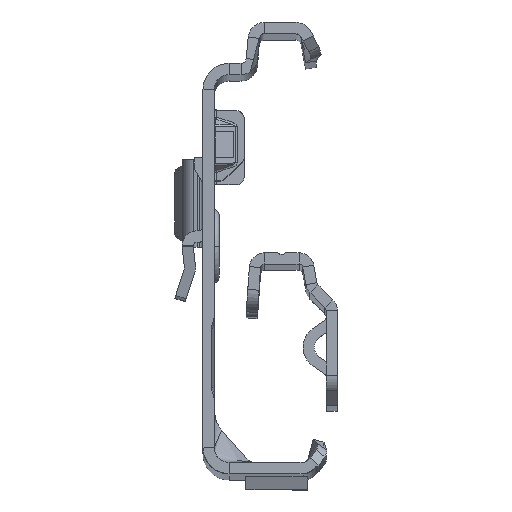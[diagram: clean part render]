
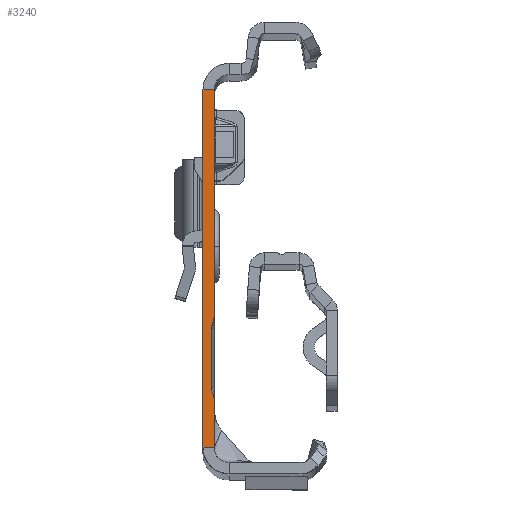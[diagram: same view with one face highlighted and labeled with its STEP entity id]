
A CAD part, top view. The second image highlights one B-rep face of the part: STEP entity #3240.
In plain terms, the highlighted planar face has unit normal (0, 0, 1).
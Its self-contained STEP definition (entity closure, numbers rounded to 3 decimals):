
#39 = LINE ( 'NONE', #8329, #22119 ) ;
#237 = CIRCLE ( 'NONE', #13267, 1. ) ;
#354 = EDGE_CURVE ( 'NONE', #24500, #5273, #2651, .T. ) ;
#421 = CARTESIAN_POINT ( 'NONE',  ( 0., -8.231, 0. ) ) ;
#1087 = VERTEX_POINT ( 'NONE', #421 ) ;
#1493 = DIRECTION ( 'NONE',  ( 1., 0., 0. ) ) ;
#1738 = EDGE_CURVE ( 'NONE', #17646, #20156, #24691, .T. ) ;
#1983 = VECTOR ( 'NONE', #24535, 1000. ) ;
#2126 = VERTEX_POINT ( 'NONE', #22882 ) ;
#2518 = CARTESIAN_POINT ( 'NONE',  ( -0.4, -9.865, 0. ) ) ;
#2651 = LINE ( 'NONE', #8628, #18922 ) ;
#2983 = VECTOR ( 'NONE', #12924, 1000. ) ;
#3125 = CIRCLE ( 'NONE', #13542, 2.5 ) ;
#3127 = DIRECTION ( 'NONE',  ( 0., 0., 1. ) ) ;
#3240 = ADVANCED_FACE ( 'NONE', ( #24733 ), #10534, .T. ) ;
#3288 = LINE ( 'NONE', #17701, #5751 ) ;
#3656 = VERTEX_POINT ( 'NONE', #21249 ) ;
#4160 = ORIENTED_EDGE ( 'NONE', *, *, #19705, .F. ) ;
#4258 = DIRECTION ( 'NONE',  ( 1., 0., 0. ) ) ;
#4811 = LINE ( 'NONE', #2518, #22735 ) ;
#4929 = DIRECTION ( 'NONE',  ( 0., -1., 0. ) ) ;
#5027 = DIRECTION ( 'NONE',  ( 0., -1., 0. ) ) ;
#5273 = VERTEX_POINT ( 'NONE', #6310 ) ;
#5738 = CARTESIAN_POINT ( 'NONE',  ( 0., -25.865, 0. ) ) ;
#5751 = VECTOR ( 'NONE', #15912, 1000. ) ;
#6310 = CARTESIAN_POINT ( 'NONE',  ( -1.5, -25.865, 0. ) ) ;
#6324 = DIRECTION ( 'NONE',  ( 0., 0., 1. ) ) ;
#6394 = VERTEX_POINT ( 'NONE', #25728 ) ;
#6408 = EDGE_CURVE ( 'NONE', #3656, #2126, #237, .T. ) ;
#6850 = DIRECTION ( 'NONE',  ( 0., -1., 0. ) ) ;
#6933 = LINE ( 'NONE', #23432, #2983 ) ;
#7110 = LINE ( 'NONE', #5738, #1983 ) ;
#7619 = DIRECTION ( 'NONE',  ( -1., 0., 0. ) ) ;
#8329 = CARTESIAN_POINT ( 'NONE',  ( 0., 24.135, 0. ) ) ;
#8628 = CARTESIAN_POINT ( 'NONE',  ( -1.5, 24.135, 0. ) ) ;
#9025 = AXIS2_PLACEMENT_3D ( 'NONE', #23594, #6324, #4929 ) ;
#9594 = ORIENTED_EDGE ( 'NONE', *, *, #19320, .T. ) ;
#10357 = EDGE_CURVE ( 'NONE', #13950, #26337, #10736, .T. ) ;
#10534 = PLANE ( 'NONE',  #9025 ) ;
#10736 = CIRCLE ( 'NONE', #19500, 2.5 ) ;
#11127 = DIRECTION ( 'NONE',  ( -1., 0., 0. ) ) ;
#11354 = EDGE_CURVE ( 'NONE', #26337, #6394, #39, .T. ) ;
#11434 = CARTESIAN_POINT ( 'NONE',  ( -2.5, -8.231, 0. ) ) ;
#11535 = DIRECTION ( 'NONE',  ( 0., 0., -1. ) ) ;
#11815 = VECTOR ( 'NONE', #14496, 1000. ) ;
#12193 = ORIENTED_EDGE ( 'NONE', *, *, #22643, .F. ) ;
#12464 = EDGE_LOOP ( 'NONE', ( #13295, #13927, #9594, #19478, #12193, #17793, #25484, #18571, #26645, #4160, #22744, #26446 ) ) ;
#12924 = DIRECTION ( 'NONE',  ( -0.423, -0.906, 0. ) ) ;
#13145 = DIRECTION ( 'NONE',  ( -1., 0., 0. ) ) ;
#13267 = AXIS2_PLACEMENT_3D ( 'NONE', #21507, #3127, #11127 ) ;
#13295 = ORIENTED_EDGE ( 'NONE', *, *, #16604, .F. ) ;
#13346 = CARTESIAN_POINT ( 'NONE',  ( -0.4, -17.865, 0. ) ) ;
#13542 = AXIS2_PLACEMENT_3D ( 'NONE', #11434, #15909, #7619 ) ;
#13927 = ORIENTED_EDGE ( 'NONE', *, *, #19262, .F. ) ;
#13950 = VERTEX_POINT ( 'NONE', #21256 ) ;
#14053 = VERTEX_POINT ( 'NONE', #26942 ) ;
#14496 = DIRECTION ( 'NONE',  ( 0., -1., 0. ) ) ;
#14847 = DIRECTION ( 'NONE',  ( 0., 0., 1. ) ) ;
#15620 = CARTESIAN_POINT ( 'NONE',  ( -2.5, -19.499, 0. ) ) ;
#15909 = DIRECTION ( 'NONE',  ( 0., 0., -1. ) ) ;
#15912 = DIRECTION ( 'NONE',  ( 0.423, -0.906, 0. ) ) ;
#16604 = EDGE_CURVE ( 'NONE', #1087, #19147, #3125, .T. ) ;
#17208 = CARTESIAN_POINT ( 'NONE',  ( 0., 22.135, 0. ) ) ;
#17646 = VERTEX_POINT ( 'NONE', #13346 ) ;
#17701 = CARTESIAN_POINT ( 'NONE',  ( -0.234, -18.442, 0. ) ) ;
#17726 = EDGE_CURVE ( 'NONE', #20156, #13950, #3288, .T. ) ;
#17793 = ORIENTED_EDGE ( 'NONE', *, *, #11354, .F. ) ;
#18571 = ORIENTED_EDGE ( 'NONE', *, *, #17726, .F. ) ;
#18922 = VECTOR ( 'NONE', #6850, 1000. ) ;
#18993 = CARTESIAN_POINT ( 'NONE',  ( 0., 24.135, 0. ) ) ;
#19147 = VERTEX_POINT ( 'NONE', #21515 ) ;
#19222 = VECTOR ( 'NONE', #13145, 1000. ) ;
#19262 = EDGE_CURVE ( 'NONE', #14053, #1087, #24876, .T. ) ;
#19320 = EDGE_CURVE ( 'NONE', #14053, #24500, #21330, .T. ) ;
#19478 = ORIENTED_EDGE ( 'NONE', *, *, #354, .T. ) ;
#19500 = AXIS2_PLACEMENT_3D ( 'NONE', #15620, #11535, #1493 ) ;
#19705 = EDGE_CURVE ( 'NONE', #2126, #17646, #4811, .T. ) ;
#20112 = CARTESIAN_POINT ( 'NONE',  ( -1.5, 22.135, 0. ) ) ;
#20156 = VERTEX_POINT ( 'NONE', #24133 ) ;
#21249 = CARTESIAN_POINT ( 'NONE',  ( -0.306, -9.443, 0. ) ) ;
#21256 = CARTESIAN_POINT ( 'NONE',  ( -0.234, -18.442, 0. ) ) ;
#21330 = LINE ( 'NONE', #17208, #19222 ) ;
#21507 = CARTESIAN_POINT ( 'NONE',  ( 0.6, -9.865, 0. ) ) ;
#21515 = CARTESIAN_POINT ( 'NONE',  ( -0.234, -9.288, 0. ) ) ;
#22119 = VECTOR ( 'NONE', #5027, 1000. ) ;
#22643 = EDGE_CURVE ( 'NONE', #6394, #5273, #7110, .T. ) ;
#22735 = VECTOR ( 'NONE', #25381, 1000. ) ;
#22744 = ORIENTED_EDGE ( 'NONE', *, *, #6408, .F. ) ;
#22882 = CARTESIAN_POINT ( 'NONE',  ( -0.4, -9.865, 0. ) ) ;
#23432 = CARTESIAN_POINT ( 'NONE',  ( -0.234, -9.288, 0. ) ) ;
#23594 = CARTESIAN_POINT ( 'NONE',  ( -1.5, 24.135, 0. ) ) ;
#23851 = AXIS2_PLACEMENT_3D ( 'NONE', #25635, #14847, #4258 ) ;
#24133 = CARTESIAN_POINT ( 'NONE',  ( -0.306, -18.288, 0. ) ) ;
#24305 = CARTESIAN_POINT ( 'NONE',  ( 0., -19.499, 0. ) ) ;
#24500 = VERTEX_POINT ( 'NONE', #20112 ) ;
#24535 = DIRECTION ( 'NONE',  ( -1., 0., 0. ) ) ;
#24691 = CIRCLE ( 'NONE', #23851, 1. ) ;
#24733 = FACE_OUTER_BOUND ( 'NONE', #12464, .T. ) ;
#24876 = LINE ( 'NONE', #18993, #11815 ) ;
#25381 = DIRECTION ( 'NONE',  ( 0., -1., 0. ) ) ;
#25484 = ORIENTED_EDGE ( 'NONE', *, *, #10357, .F. ) ;
#25635 = CARTESIAN_POINT ( 'NONE',  ( 0.6, -17.865, 0. ) ) ;
#25728 = CARTESIAN_POINT ( 'NONE',  ( 0., -25.865, 0. ) ) ;
#26337 = VERTEX_POINT ( 'NONE', #24305 ) ;
#26446 = ORIENTED_EDGE ( 'NONE', *, *, #26920, .F. ) ;
#26645 = ORIENTED_EDGE ( 'NONE', *, *, #1738, .F. ) ;
#26920 = EDGE_CURVE ( 'NONE', #19147, #3656, #6933, .T. ) ;
#26942 = CARTESIAN_POINT ( 'NONE',  ( 0., 22.135, 0. ) ) ;
